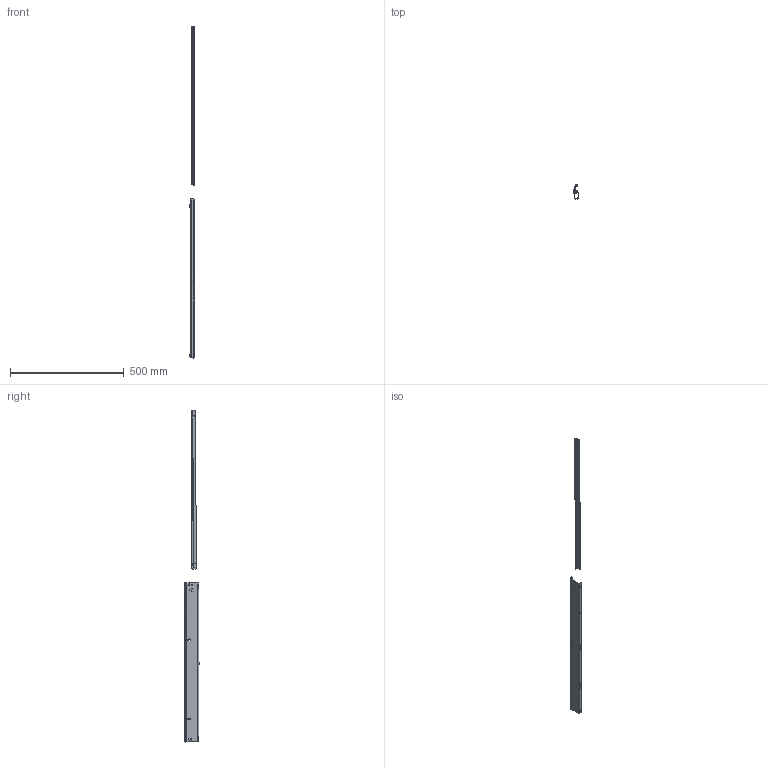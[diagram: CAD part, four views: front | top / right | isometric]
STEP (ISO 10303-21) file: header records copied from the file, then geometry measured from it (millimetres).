
FILE_DESCRIPTION (( 'STEP AP214' ), '1' );
FILE_NAME ('CS# 790.700-GA.L121_open.STEP', '2023-01-20T13:33:12', ( '' ), ( '' ), 'SwSTEP 2.0', 'SolidWorks 2020', '' );
FILE_SCHEMA (( 'AUTOMOTIVE_DESIGN' ));
Length unit declared in the file: millimetre
Products named in the file (6): PG-033; CS# 785.XXX-01.L521_NL 700; CS# 790.700-GA.L121_open; CS# 785.XXX-03.S049_NL 700
Assembly tree (5 placements, depth 3):
  CS# 790.700-GA.L121_open
    CS# 785.XXX-01.L521_NL 700
      CS# 785.XXX-01.L521_NL 700
      PG-033
    CS# 785.XXX-03.S049_NL 700
      CS# 785.XXX-03.S049_NL 700
Bounding box: 21.79 x 62.5 x 1459.99 mm (x, y, z)
Volume: 126498.9 mm3; surface area: 174557.9 mm2
Topology: 3 solids, 3 shells, 1154 faces, 2977 edges, 1846 vertices
Faces by surface type: plane 484, bspline 259, cylinder 241, cone 77, torus 72, sphere 21
Entity records: 53364 total; most frequent: CARTESIAN_POINT 22673, ORIENTED_EDGE 5890, DIRECTION 4672, EDGE_CURVE 2945, VERTEX_POINT 1846, AXIS2_PLACEMENT_3D 1590, VECTOR 1492, LINE 1492
